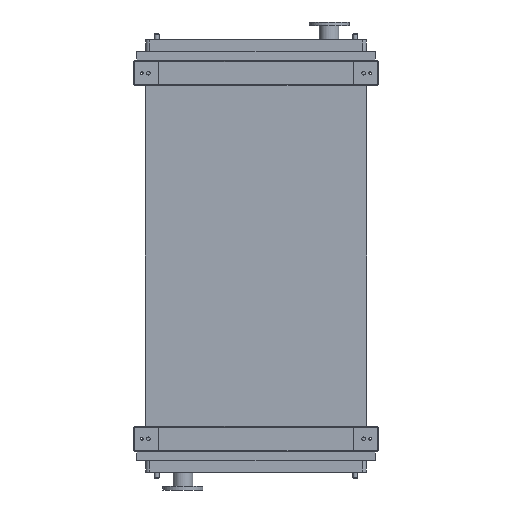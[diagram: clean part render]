
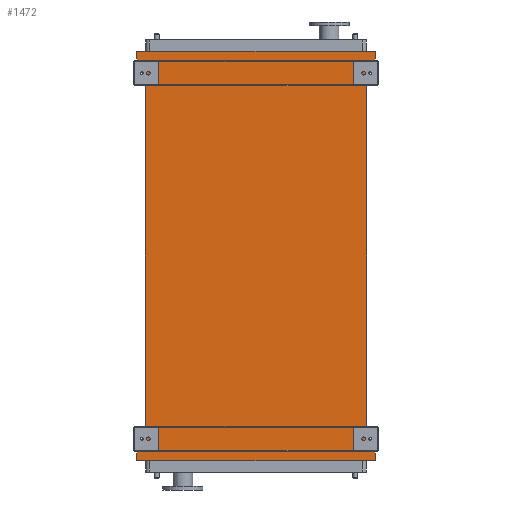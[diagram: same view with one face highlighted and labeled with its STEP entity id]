
A CAD part, front view. The second image highlights one B-rep face of the part: STEP entity #1472.
In plain terms, the highlighted planar face has unit normal (0, -1, 0).
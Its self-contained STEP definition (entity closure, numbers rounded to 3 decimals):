
#139 = VERTEX_POINT ( 'NONE', #11262 ) ;
#164 = DIRECTION ( 'NONE',  ( 0., 0., -1. ) ) ;
#690 = DIRECTION ( 'NONE',  ( -0.655, 0., 0.755 ) ) ;
#1042 = EDGE_CURVE ( 'NONE', #6687, #2169, #7492, .T. ) ;
#1233 = LINE ( 'NONE', #22082, #10582 ) ;
#1449 = EDGE_LOOP ( 'NONE', ( #17307, #9044, #8332, #15456, #23576, #21869, #22399, #12819, #22563, #13132, #2515, #9794 ) ) ;
#1472 = ADVANCED_FACE ( 'NONE', ( #9797 ), #11045, .T. ) ;
#1745 = CARTESIAN_POINT ( 'NONE',  ( 651., 0., 53. ) ) ;
#1956 = VERTEX_POINT ( 'NONE', #23890 ) ;
#2169 = VERTEX_POINT ( 'NONE', #5777 ) ;
#2515 = ORIENTED_EDGE ( 'NONE', *, *, #20415, .F. ) ;
#2846 = VERTEX_POINT ( 'NONE', #17185 ) ;
#2991 = DIRECTION ( 'NONE',  ( 1., 0., 0. ) ) ;
#3572 = CARTESIAN_POINT ( 'NONE',  ( -651., 0., 95. ) ) ;
#3761 = CARTESIAN_POINT ( 'NONE',  ( 651., 0., -2145. ) ) ;
#4094 = EDGE_CURVE ( 'NONE', #16021, #12836, #19742, .T. ) ;
#4280 = VECTOR ( 'NONE', #4625, 1000. ) ;
#4352 = LINE ( 'NONE', #14185, #23107 ) ;
#4625 = DIRECTION ( 'NONE',  ( 0., 0., 1. ) ) ;
#4694 = EDGE_CURVE ( 'NONE', #2846, #12572, #22111, .T. ) ;
#5523 = VECTOR ( 'NONE', #12411, 1000. ) ;
#5699 = LINE ( 'NONE', #22147, #10091 ) ;
#5707 = CARTESIAN_POINT ( 'NONE',  ( 651., 0., 53. ) ) ;
#5777 = CARTESIAN_POINT ( 'NONE',  ( -651., 0., 53. ) ) ;
#6608 = LINE ( 'NONE', #11347, #10967 ) ;
#6687 = VERTEX_POINT ( 'NONE', #19764 ) ;
#7492 = LINE ( 'NONE', #15648, #16242 ) ;
#8130 = EDGE_CURVE ( 'NONE', #11876, #15343, #4352, .T. ) ;
#8198 = LINE ( 'NONE', #3761, #18122 ) ;
#8332 = ORIENTED_EDGE ( 'NONE', *, *, #23265, .F. ) ;
#8979 = DIRECTION ( 'NONE',  ( 0., 0., -1. ) ) ;
#9044 = ORIENTED_EDGE ( 'NONE', *, *, #4094, .F. ) ;
#9154 = CARTESIAN_POINT ( 'NONE',  ( 651., 0., -2145. ) ) ;
#9304 = EDGE_CURVE ( 'NONE', #139, #12502, #21906, .T. ) ;
#9376 = DIRECTION ( 'NONE',  ( 0., 0., 1. ) ) ;
#9650 = EDGE_CURVE ( 'NONE', #1956, #6687, #23036, .T. ) ;
#9794 = ORIENTED_EDGE ( 'NONE', *, *, #9304, .F. ) ;
#9797 = FACE_OUTER_BOUND ( 'NONE', #1449, .T. ) ;
#10091 = VECTOR ( 'NONE', #12881, 1000. ) ;
#10143 = CARTESIAN_POINT ( 'NONE',  ( 605., 0., 0. ) ) ;
#10472 = LINE ( 'NONE', #14296, #5523 ) ;
#10582 = VECTOR ( 'NONE', #8979, 1000. ) ;
#10871 = EDGE_CURVE ( 'NONE', #2169, #11876, #5699, .T. ) ;
#10967 = VECTOR ( 'NONE', #164, 1000. ) ;
#11045 = PLANE ( 'NONE',  #14246 ) ;
#11262 = CARTESIAN_POINT ( 'NONE',  ( 605., 0., -2050. ) ) ;
#11287 = CARTESIAN_POINT ( 'NONE',  ( -651., 0., -2103. ) ) ;
#11347 = CARTESIAN_POINT ( 'NONE',  ( 651., 0., -2103. ) ) ;
#11872 = VERTEX_POINT ( 'NONE', #9154 ) ;
#11876 = VERTEX_POINT ( 'NONE', #3572 ) ;
#12411 = DIRECTION ( 'NONE',  ( 0.655, 0., 0.755 ) ) ;
#12502 = VERTEX_POINT ( 'NONE', #13028 ) ;
#12572 = VERTEX_POINT ( 'NONE', #11287 ) ;
#12819 = ORIENTED_EDGE ( 'NONE', *, *, #18319, .F. ) ;
#12836 = VERTEX_POINT ( 'NONE', #10143 ) ;
#12881 = DIRECTION ( 'NONE',  ( 0., 0., 1. ) ) ;
#13028 = CARTESIAN_POINT ( 'NONE',  ( 651., 0., -2103. ) ) ;
#13132 = ORIENTED_EDGE ( 'NONE', *, *, #17882, .F. ) ;
#13666 = LINE ( 'NONE', #15826, #4280 ) ;
#14185 = CARTESIAN_POINT ( 'NONE',  ( -651., 0., 95. ) ) ;
#14246 = AXIS2_PLACEMENT_3D ( 'NONE', #18527, #23678, #20224 ) ;
#14296 = CARTESIAN_POINT ( 'NONE',  ( -651., 0., -2103. ) ) ;
#15343 = VERTEX_POINT ( 'NONE', #16661 ) ;
#15456 = ORIENTED_EDGE ( 'NONE', *, *, #8130, .F. ) ;
#15648 = CARTESIAN_POINT ( 'NONE',  ( -605., 0., 0. ) ) ;
#15826 = CARTESIAN_POINT ( 'NONE',  ( 605., 0., -2050. ) ) ;
#16021 = VERTEX_POINT ( 'NONE', #1745 ) ;
#16242 = VECTOR ( 'NONE', #690, 1000. ) ;
#16291 = VECTOR ( 'NONE', #20406, 1000. ) ;
#16661 = CARTESIAN_POINT ( 'NONE',  ( 651., 0., 95. ) ) ;
#16800 = CARTESIAN_POINT ( 'NONE',  ( -651., 0., -2145. ) ) ;
#17185 = CARTESIAN_POINT ( 'NONE',  ( -651., 0., -2145. ) ) ;
#17307 = ORIENTED_EDGE ( 'NONE', *, *, #19416, .T. ) ;
#17882 = EDGE_CURVE ( 'NONE', #11872, #2846, #8198, .T. ) ;
#18122 = VECTOR ( 'NONE', #18747, 1000. ) ;
#18166 = CARTESIAN_POINT ( 'NONE',  ( -605., 0., -2050. ) ) ;
#18319 = EDGE_CURVE ( 'NONE', #12572, #1956, #10472, .T. ) ;
#18527 = CARTESIAN_POINT ( 'NONE',  ( -605., 0., -2050. ) ) ;
#18747 = DIRECTION ( 'NONE',  ( -1., 0., 0. ) ) ;
#18812 = DIRECTION ( 'NONE',  ( -0.655, 0., -0.755 ) ) ;
#19149 = VECTOR ( 'NONE', #18812, 1000. ) ;
#19416 = EDGE_CURVE ( 'NONE', #139, #12836, #13666, .T. ) ;
#19742 = LINE ( 'NONE', #5707, #19149 ) ;
#19764 = CARTESIAN_POINT ( 'NONE',  ( -605., 0., 0. ) ) ;
#20071 = DIRECTION ( 'NONE',  ( 0., 0., 1. ) ) ;
#20224 = DIRECTION ( 'NONE',  ( 0., 0., -1. ) ) ;
#20406 = DIRECTION ( 'NONE',  ( 0.655, 0., -0.755 ) ) ;
#20415 = EDGE_CURVE ( 'NONE', #12502, #11872, #6608, .T. ) ;
#21524 = VECTOR ( 'NONE', #9376, 1000. ) ;
#21869 = ORIENTED_EDGE ( 'NONE', *, *, #1042, .F. ) ;
#21906 = LINE ( 'NONE', #22224, #16291 ) ;
#22082 = CARTESIAN_POINT ( 'NONE',  ( 651., 0., 95. ) ) ;
#22111 = LINE ( 'NONE', #16800, #21524 ) ;
#22147 = CARTESIAN_POINT ( 'NONE',  ( -651., 0., 53. ) ) ;
#22224 = CARTESIAN_POINT ( 'NONE',  ( 605., 0., -2050. ) ) ;
#22399 = ORIENTED_EDGE ( 'NONE', *, *, #9650, .F. ) ;
#22455 = VECTOR ( 'NONE', #20071, 1000. ) ;
#22563 = ORIENTED_EDGE ( 'NONE', *, *, #4694, .F. ) ;
#23036 = LINE ( 'NONE', #18166, #22455 ) ;
#23107 = VECTOR ( 'NONE', #2991, 1000. ) ;
#23265 = EDGE_CURVE ( 'NONE', #15343, #16021, #1233, .T. ) ;
#23576 = ORIENTED_EDGE ( 'NONE', *, *, #10871, .F. ) ;
#23678 = DIRECTION ( 'NONE',  ( 0., -1., 0. ) ) ;
#23890 = CARTESIAN_POINT ( 'NONE',  ( -605., 0., -2050. ) ) ;
